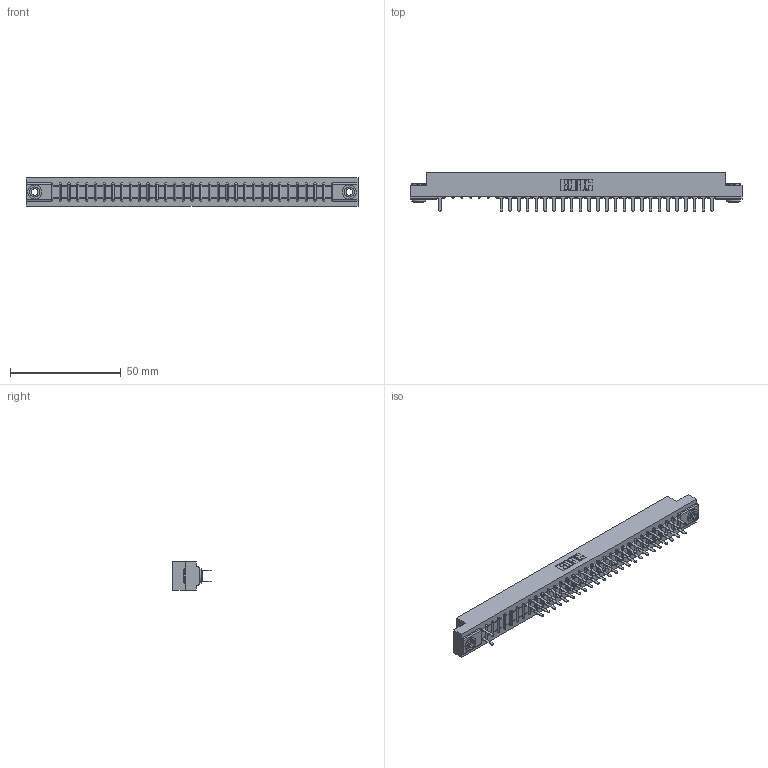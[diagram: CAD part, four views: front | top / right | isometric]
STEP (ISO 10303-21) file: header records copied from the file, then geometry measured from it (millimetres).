
FILE_DESCRIPTION (( 'STEP AP203' ), '1' );
FILE_NAME ('307-064-520-203.STEP', '2018-08-06T09:55:07', ( '' ), ( '' ), 'SwSTEP 2.0', 'SolidWorks 2016', '' );
FILE_SCHEMA (( 'CONFIG_CONTROL_DESIGN' ));
Length unit declared in the file: inch
Products named in the file (4): 307 Part_.156 Dia Mounting Holes; 307-290-001_520; 345-250-002_345-250-002-102; 307-064-520-203
Assembly tree (54 placements, depth 2):
  307-064-520-203
    307 Part_.156 Dia Mounting Holes
    307-290-001_520  x51
    345-250-002_345-250-002-102  x2
Bounding box: 149.81 x 17.42 x 12.7 mm (x, y, z)
Volume: 15729.9 mm3; surface area: 18271.8 mm2
Topology: 54 solids, 54 shells, 2679 faces, 7481 edges, 4826 vertices
Faces by surface type: plane 1753, cylinder 852, sphere 66, cone 8
Entity records: 30307 total; most frequent: CARTESIAN_POINT 4996, ORIENTED_EDGE 4954, DIRECTION 4899, EDGE_CURVE 2477, LINE 1889, VECTOR 1889, VERTEX_POINT 1602, AXIS2_PLACEMENT_3D 1505
